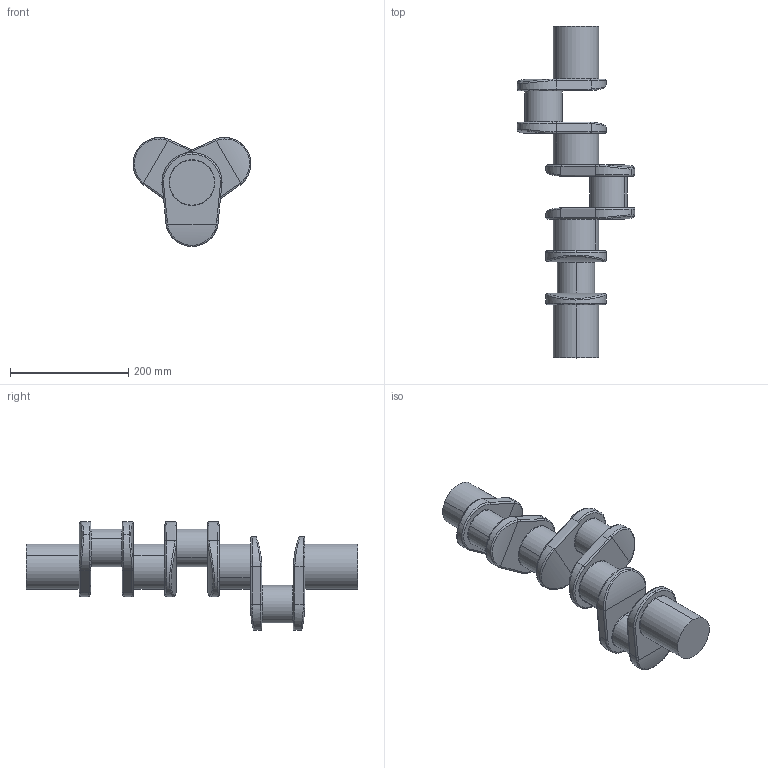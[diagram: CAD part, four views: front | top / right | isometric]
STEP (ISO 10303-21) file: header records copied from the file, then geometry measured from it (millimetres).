
FILE_DESCRIPTION (( 'STEP AP203' ), '1' );
FILE_NAME ('crank shaft_solid.STEP', '2018-06-14T10:23:36', ( '' ), ( '' ), 'SwSTEP 2.0', 'SolidWorks 2017', '' );
FILE_SCHEMA (( 'CONFIG_CONTROL_DESIGN' ));
Length unit declared in the file: millimetre
Products named in the file (1): crank shaft_solid
Bounding box: 198.89 x 561.04 x 184.15 mm (x, y, z)
Volume: 3230997.9 mm3; surface area: 258519.4 mm2
Topology: 1 solids, 1 shells, 160 faces, 370 edges, 224 vertices
Faces by surface type: cylinder 68, torus 54, plane 26, bspline 12
Entity records: 9061 total; most frequent: CARTESIAN_POINT 5489, ORIENTED_EDGE 740, DIRECTION 718, EDGE_CURVE 370, AXIS2_PLACEMENT_3D 301, VERTEX_POINT 224, EDGE_LOOP 172, ADVANCED_FACE 160
